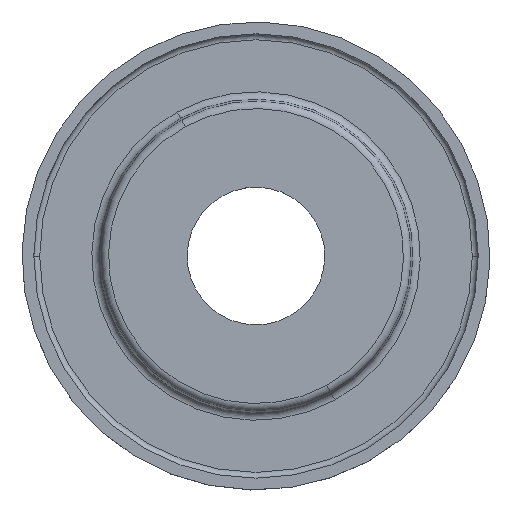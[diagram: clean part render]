
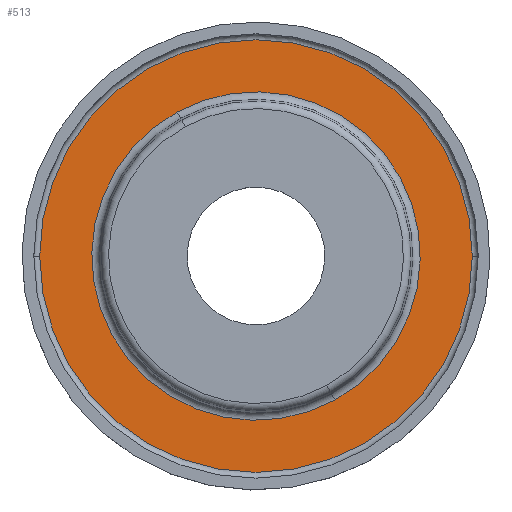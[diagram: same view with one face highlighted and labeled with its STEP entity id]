
A CAD part, top view. The second image highlights one B-rep face of the part: STEP entity #513.
In plain terms, the highlighted planar face has unit normal (0, 0, 1).
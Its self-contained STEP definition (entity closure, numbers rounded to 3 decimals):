
#126=CARTESIAN_POINT('',(0.,0.,0.));
#127=DIRECTION('',(0.,0.,1.));
#128=DIRECTION('',(-0.479,0.878,0.));
#129=AXIS2_PLACEMENT_3D('',#126,#127,#128);
#131=CARTESIAN_POINT('',(0.,0.,0.));
#132=DIRECTION('',(0.,0.,1.));
#133=DIRECTION('',(0.479,-0.878,0.));
#134=AXIS2_PLACEMENT_3D('',#131,#132,#133);
#136=CARTESIAN_POINT('',(0.,0.,0.));
#137=DIRECTION('',(0.,0.,-1.));
#138=DIRECTION('',(1.,0.,0.));
#139=AXIS2_PLACEMENT_3D('',#136,#137,#138);
#141=CARTESIAN_POINT('',(0.,0.,0.));
#142=DIRECTION('',(0.,0.,-1.));
#143=DIRECTION('',(-1.,0.,0.));
#144=AXIS2_PLACEMENT_3D('',#141,#142,#143);
#261=CARTESIAN_POINT('',(20.019,-36.645,
0.));
#262=VERTEX_POINT('',#261);
#263=CARTESIAN_POINT('',(-20.019,36.645,
0.));
#264=VERTEX_POINT('',#263);
#293=CARTESIAN_POINT('',(55.,0.,0.));
#294=CARTESIAN_POINT('',(-55.,0.,0.));
#295=VERTEX_POINT('',#293);
#296=VERTEX_POINT('',#294);
#497=CARTESIAN_POINT('',(0.,0.,0.));
#498=DIRECTION('',(0.,0.,1.));
#499=DIRECTION('',(1.,0.,0.));
#500=AXIS2_PLACEMENT_3D('',#497,#498,#499);
#501=PLANE('',#500);
#502=ORIENTED_EDGE('',*,*,#487,.T.);
#504=ORIENTED_EDGE('',*,*,#503,.T.);
#505=EDGE_LOOP('',(#502,#504));
#506=FACE_OUTER_BOUND('',#505,.F.);
#508=ORIENTED_EDGE('',*,*,#507,.T.);
#510=ORIENTED_EDGE('',*,*,#509,.T.);
#511=EDGE_LOOP('',(#508,#510));
#512=FACE_BOUND('',#511,.F.);
#130=CIRCLE('',#129,41.757);
#135=CIRCLE('',#134,41.757);
#140=CIRCLE('',#139,55.);
#145=CIRCLE('',#144,55.);
#487=EDGE_CURVE('',#295,#296,#140,.T.);
#503=EDGE_CURVE('',#296,#295,#145,.T.);
#507=EDGE_CURVE('',#264,#262,#130,.T.);
#509=EDGE_CURVE('',#262,#264,#135,.T.);
#513=ADVANCED_FACE('',(#506,#512),#501,.T.);
